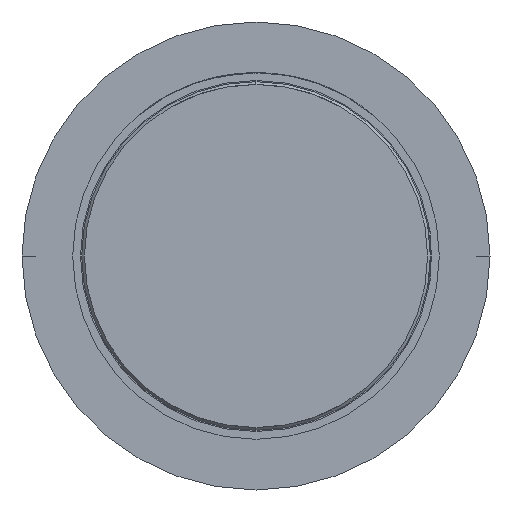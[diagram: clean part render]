
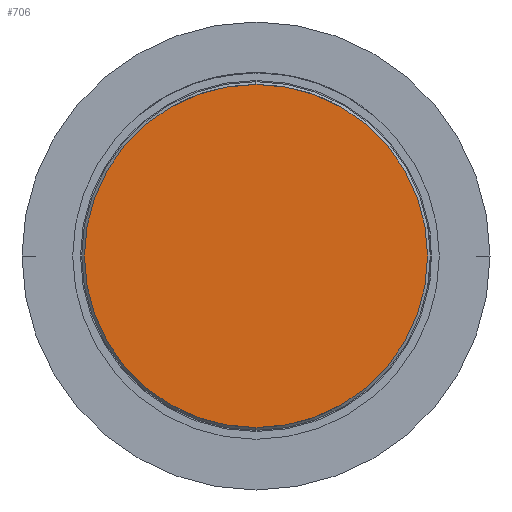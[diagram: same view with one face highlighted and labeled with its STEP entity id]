
A CAD part, front view. The second image highlights one B-rep face of the part: STEP entity #706.
In plain terms, the highlighted planar face has unit normal (0, -1, 0).
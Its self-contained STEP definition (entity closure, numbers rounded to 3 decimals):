
#148 = DIRECTION ( 'NONE',  ( -1., 0., 0. ) ) ;
#187 = ORIENTED_EDGE ( 'NONE', *, *, #365, .T. ) ;
#365 = EDGE_CURVE ( 'Defeature ausgef�hrt1_7+Defeature ausgef�hrt1_14+Defeature ausgef�hrt1_14+Defeature ausgef�hrt1_14', #1819, #2523, #1113, .T. ) ;
#450 = ORIENTED_EDGE ( 'NONE', *, *, #2022, .T. ) ;
#706 = ADVANCED_FACE ( 'Defeature ausgef�hrt1_7', ( #3186 ), #3937, .F. ) ;
#901 = CARTESIAN_POINT ( 'NONE',  ( -2.2, 0., 0. ) ) ;
#1113 = CIRCLE ( 'NONE', #3696, 2.2 ) ;
#1428 = CARTESIAN_POINT ( 'NONE',  ( 0., 0., -1.9 ) ) ;
#1740 = DIRECTION ( 'NONE',  ( 0., -1., 0. ) ) ;
#1788 = CIRCLE ( 'NONE', #3749, 2.2 ) ;
#1819 = VERTEX_POINT ( 'NONE', #901 ) ;
#1868 = AXIS2_PLACEMENT_3D ( 'NONE', #1428, #3950, #2401 ) ;
#2022 = EDGE_CURVE ( 'Defeature ausgef�hrt1_7+Defeature ausgef�hrt1_14+Defeature ausgef�hrt1_14+Defeature ausgef�hrt1_14', #2523, #1819, #1788, .T. ) ;
#2032 = CARTESIAN_POINT ( 'NONE',  ( 0., 0., 0. ) ) ;
#2401 = DIRECTION ( 'NONE',  ( 1., 0., 0. ) ) ;
#2523 = VERTEX_POINT ( 'NONE', #4011 ) ;
#2696 = DIRECTION ( 'NONE',  ( 0., -1., 0. ) ) ;
#3186 = FACE_OUTER_BOUND ( 'NONE', #3934, .T. ) ;
#3696 = AXIS2_PLACEMENT_3D ( 'NONE', #2032, #2696, #3911 ) ;
#3749 = AXIS2_PLACEMENT_3D ( 'NONE', #3941, #1740, #148 ) ;
#3911 = DIRECTION ( 'NONE',  ( -1., 0., 0. ) ) ;
#3934 = EDGE_LOOP ( 'NONE', ( #187, #450 ) ) ;
#3937 = PLANE ( 'NONE',  #1868 ) ;
#3941 = CARTESIAN_POINT ( 'NONE',  ( 0., 0., 0. ) ) ;
#3950 = DIRECTION ( 'NONE',  ( 0., 1., 0. ) ) ;
#4011 = CARTESIAN_POINT ( 'NONE',  ( 2.2, 0., 0. ) ) ;
